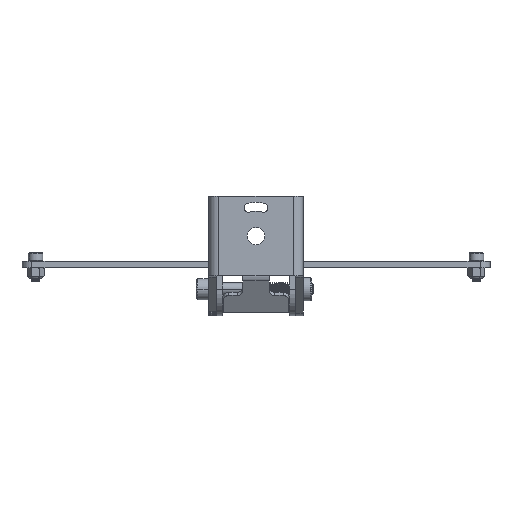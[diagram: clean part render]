
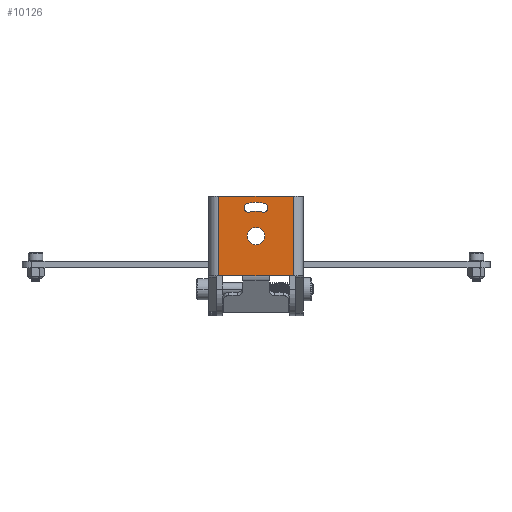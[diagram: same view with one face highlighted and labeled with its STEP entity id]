
A CAD part, front view. The second image highlights one B-rep face of the part: STEP entity #10126.
In plain terms, the highlighted planar face has unit normal (0, -1, 0).
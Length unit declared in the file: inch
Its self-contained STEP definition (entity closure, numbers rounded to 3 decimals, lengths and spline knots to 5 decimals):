
#168 = DIRECTION ( 'NONE',  ( 0., -1., 0. ) ) ;
#180 = CIRCLE ( 'NONE', #18783, 0.6325 ) ;
#222 = EDGE_CURVE ( 'NONE', #3450, #15719, #12490, .T. ) ;
#477 = ORIENTED_EDGE ( 'NONE', *, *, #13327, .F. ) ;
#922 = PLANE ( 'NONE',  #4286 ) ;
#1011 = CARTESIAN_POINT ( 'NONE',  ( 0., 0., 0.1615 ) ) ;
#1696 = DIRECTION ( 'NONE',  ( -1., 0., 0. ) ) ;
#1728 = DIRECTION ( 'NONE',  ( 0., 0., -1. ) ) ;
#1827 = LINE ( 'NONE', #3457, #19909 ) ;
#2115 = CARTESIAN_POINT ( 'NONE',  ( -0.7, 0., -0.75 ) ) ;
#2201 = EDGE_CURVE ( 'NONE', #22255, #10534, #12090, .T. ) ;
#2271 = DIRECTION ( 'NONE',  ( 0., 1., 0. ) ) ;
#2879 = DIRECTION ( 'NONE',  ( 0., 0., 1. ) ) ;
#3000 = CARTESIAN_POINT ( 'NONE',  ( 0., 0., 0. ) ) ;
#3450 = VERTEX_POINT ( 'NONE', #17028 ) ;
#3457 = CARTESIAN_POINT ( 'NONE',  ( -0.75, 0., -0.75 ) ) ;
#3595 = CIRCLE ( 'NONE', #16135, 0.0825 ) ;
#3727 = CARTESIAN_POINT ( 'NONE',  ( 0.7, 0., -0.75 ) ) ;
#4286 = AXIS2_PLACEMENT_3D ( 'NONE', #8432, #4986, #4733 ) ;
#4365 = CARTESIAN_POINT ( 'NONE',  ( 0.7, 0., 0.75 ) ) ;
#4390 = CARTESIAN_POINT ( 'NONE',  ( -0.75, 0., 0.75 ) ) ;
#4679 = AXIS2_PLACEMENT_3D ( 'NONE', #15788, #19718, #23264 ) ;
#4733 = DIRECTION ( 'NONE',  ( 0., 0., 1. ) ) ;
#4986 = DIRECTION ( 'NONE',  ( 0., 1., 0. ) ) ;
#5151 = ORIENTED_EDGE ( 'NONE', *, *, #222, .F. ) ;
#5173 = CARTESIAN_POINT ( 'NONE',  ( 0.7, 0., -0.75 ) ) ;
#5241 = VECTOR ( 'NONE', #7945, 39.37008 ) ;
#5449 = DIRECTION ( 'NONE',  ( 0., -1., 0. ) ) ;
#5953 = CARTESIAN_POINT ( 'NONE',  ( 0., 0., 0. ) ) ;
#5963 = DIRECTION ( 'NONE',  ( 0., 0., 1. ) ) ;
#6569 = VERTEX_POINT ( 'NONE', #18779 ) ;
#6642 = EDGE_CURVE ( 'NONE', #23996, #18822, #1827, .T. ) ;
#6741 = AXIS2_PLACEMENT_3D ( 'NONE', #17583, #5449, #5963 ) ;
#6772 = FACE_BOUND ( 'NONE', #15985, .T. ) ;
#7047 = DIRECTION ( 'NONE',  ( 0., 1., 0. ) ) ;
#7136 = CIRCLE ( 'NONE', #4679, 0.1615 ) ;
#7256 = ORIENTED_EDGE ( 'NONE', *, *, #19601, .F. ) ;
#7463 = VERTEX_POINT ( 'NONE', #1011 ) ;
#7686 = DIRECTION ( 'NONE',  ( 0., 0., 1. ) ) ;
#7910 = VECTOR ( 'NONE', #1728, 39.37008 ) ;
#7945 = DIRECTION ( 'NONE',  ( 0., 0., 1. ) ) ;
#8282 = EDGE_CURVE ( 'NONE', #8910, #19383, #15900, .T. ) ;
#8432 = CARTESIAN_POINT ( 'NONE',  ( 0., 0., 0. ) ) ;
#8477 = ORIENTED_EDGE ( 'NONE', *, *, #11843, .T. ) ;
#8733 = EDGE_LOOP ( 'NONE', ( #8477, #23071 ) ) ;
#8910 = VERTEX_POINT ( 'NONE', #22269 ) ;
#9002 = ORIENTED_EDGE ( 'NONE', *, *, #8282, .F. ) ;
#9022 = VERTEX_POINT ( 'NONE', #24976 ) ;
#9516 = CARTESIAN_POINT ( 'NONE',  ( 0.1637, 0., 0.61095 ) ) ;
#9589 = CARTESIAN_POINT ( 'NONE',  ( 0., 0., 0. ) ) ;
#10126 = ADVANCED_FACE ( 'NONE', ( #6772, #14334, #10703 ), #922, .F. ) ;
#10534 = VERTEX_POINT ( 'NONE', #17367 ) ;
#10571 = DIRECTION ( 'NONE',  ( 0., 0., 1. ) ) ;
#10703 = FACE_OUTER_BOUND ( 'NONE', #14500, .T. ) ;
#10780 = CIRCLE ( 'NONE', #24906, 0.1615 ) ;
#11232 = LINE ( 'NONE', #3727, #5241 ) ;
#11670 = EDGE_CURVE ( 'NONE', #15519, #7463, #7136, .T. ) ;
#11843 = EDGE_CURVE ( 'NONE', #7463, #15519, #10780, .T. ) ;
#12031 = EDGE_CURVE ( 'NONE', #15719, #6569, #17230, .T. ) ;
#12090 = CIRCLE ( 'NONE', #25014, 0.6325 ) ;
#12157 = DIRECTION ( 'NONE',  ( 0., 0., 1. ) ) ;
#12258 = ORIENTED_EDGE ( 'NONE', *, *, #24082, .F. ) ;
#12454 = DIRECTION ( 'NONE',  ( 0., -1., 0. ) ) ;
#12490 = CIRCLE ( 'NONE', #18950, 0.4675 ) ;
#12850 = CARTESIAN_POINT ( 'NONE',  ( 0., 0., 0. ) ) ;
#13178 = ORIENTED_EDGE ( 'NONE', *, *, #14301, .T. ) ;
#13327 = EDGE_CURVE ( 'NONE', #6569, #22255, #3595, .T. ) ;
#14301 = EDGE_CURVE ( 'NONE', #23996, #19383, #11232, .T. ) ;
#14334 = FACE_BOUND ( 'NONE', #8733, .T. ) ;
#14358 = DIRECTION ( 'NONE',  ( 1., 0., 0. ) ) ;
#14380 = AXIS2_PLACEMENT_3D ( 'NONE', #12850, #24755, #25002 ) ;
#14470 = ORIENTED_EDGE ( 'NONE', *, *, #6642, .F. ) ;
#14500 = EDGE_LOOP ( 'NONE', ( #13178, #9002, #17151, #14470 ) ) ;
#14807 = ORIENTED_EDGE ( 'NONE', *, *, #2201, .F. ) ;
#15519 = VERTEX_POINT ( 'NONE', #20478 ) ;
#15719 = VERTEX_POINT ( 'NONE', #15888 ) ;
#15788 = CARTESIAN_POINT ( 'NONE',  ( 0., 0., 0. ) ) ;
#15888 = CARTESIAN_POINT ( 'NONE',  ( 0., 0., 0.4675 ) ) ;
#15900 = LINE ( 'NONE', #4390, #21443 ) ;
#15985 = EDGE_LOOP ( 'NONE', ( #5151, #7256, #12258, #14807, #477, #25052 ) ) ;
#16135 = AXIS2_PLACEMENT_3D ( 'NONE', #17759, #12454, #10571 ) ;
#16805 = DIRECTION ( 'NONE',  ( 0., -1., 0. ) ) ;
#16916 = CARTESIAN_POINT ( 'NONE',  ( -0.7, 0., 0.75 ) ) ;
#17028 = CARTESIAN_POINT ( 'NONE',  ( -0.121, 0., 0.45157 ) ) ;
#17151 = ORIENTED_EDGE ( 'NONE', *, *, #17858, .T. ) ;
#17230 = CIRCLE ( 'NONE', #14380, 0.4675 ) ;
#17367 = CARTESIAN_POINT ( 'NONE',  ( 0., 0., 0.6325 ) ) ;
#17583 = CARTESIAN_POINT ( 'NONE',  ( -0.14235, 0., 0.53126 ) ) ;
#17759 = CARTESIAN_POINT ( 'NONE',  ( 0.14235, 0., 0.53126 ) ) ;
#17858 = EDGE_CURVE ( 'NONE', #8910, #18822, #24776, .T. ) ;
#18290 = CARTESIAN_POINT ( 'NONE',  ( 0., 0., 0. ) ) ;
#18425 = DIRECTION ( 'NONE',  ( 0., 0., 1. ) ) ;
#18779 = CARTESIAN_POINT ( 'NONE',  ( 0.121, 0., 0.45157 ) ) ;
#18783 = AXIS2_PLACEMENT_3D ( 'NONE', #3000, #16805, #2879 ) ;
#18822 = VERTEX_POINT ( 'NONE', #2115 ) ;
#18950 = AXIS2_PLACEMENT_3D ( 'NONE', #5953, #2271, #12157 ) ;
#19383 = VERTEX_POINT ( 'NONE', #4365 ) ;
#19601 = EDGE_CURVE ( 'NONE', #9022, #3450, #20067, .T. ) ;
#19718 = DIRECTION ( 'NONE',  ( 0., 1., 0. ) ) ;
#19909 = VECTOR ( 'NONE', #1696, 39.37008 ) ;
#20067 = CIRCLE ( 'NONE', #6741, 0.0825 ) ;
#20478 = CARTESIAN_POINT ( 'NONE',  ( 0., 0., -0.1615 ) ) ;
#21443 = VECTOR ( 'NONE', #14358, 39.37008 ) ;
#22255 = VERTEX_POINT ( 'NONE', #9516 ) ;
#22269 = CARTESIAN_POINT ( 'NONE',  ( -0.7, 0., 0.75 ) ) ;
#23071 = ORIENTED_EDGE ( 'NONE', *, *, #11670, .T. ) ;
#23264 = DIRECTION ( 'NONE',  ( 0., 0., 1. ) ) ;
#23996 = VERTEX_POINT ( 'NONE', #5173 ) ;
#24082 = EDGE_CURVE ( 'NONE', #10534, #9022, #180, .T. ) ;
#24755 = DIRECTION ( 'NONE',  ( 0., 1., 0. ) ) ;
#24776 = LINE ( 'NONE', #16916, #7910 ) ;
#24906 = AXIS2_PLACEMENT_3D ( 'NONE', #18290, #7047, #18425 ) ;
#24976 = CARTESIAN_POINT ( 'NONE',  ( -0.1637, 0., 0.61095 ) ) ;
#25002 = DIRECTION ( 'NONE',  ( 0., 0., 1. ) ) ;
#25014 = AXIS2_PLACEMENT_3D ( 'NONE', #9589, #168, #7686 ) ;
#25052 = ORIENTED_EDGE ( 'NONE', *, *, #12031, .F. ) ;
